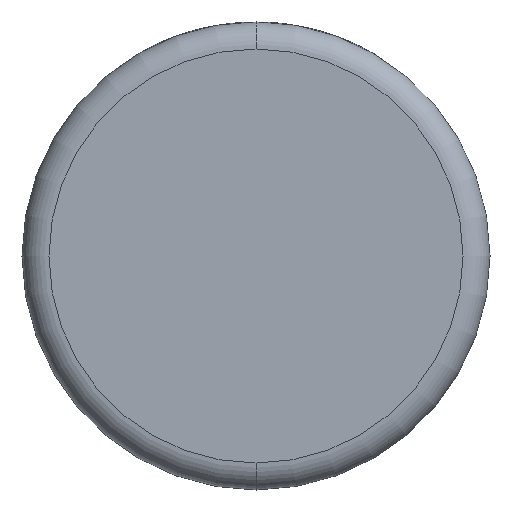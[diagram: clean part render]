
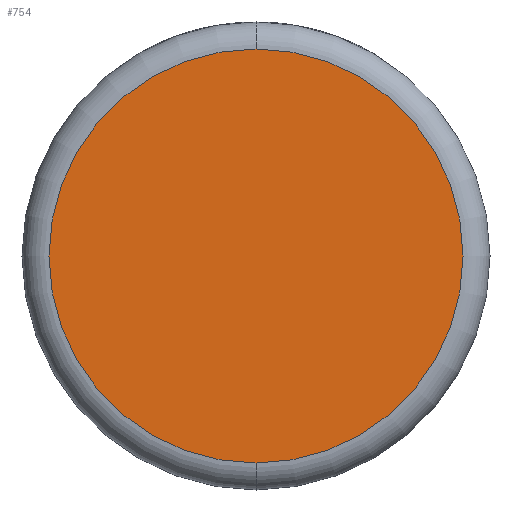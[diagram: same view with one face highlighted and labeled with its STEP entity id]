
A CAD part, front view. The second image highlights one B-rep face of the part: STEP entity #754.
In plain terms, the highlighted planar face has unit normal (0, -1, 0).
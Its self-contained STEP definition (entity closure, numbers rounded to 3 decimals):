
#182 = CARTESIAN_POINT ( 'NONE',  ( 0., 0., 0. ) ) ;
#266 = EDGE_LOOP ( 'NONE', ( #3647, #4381 ) ) ;
#533 = AXIS2_PLACEMENT_3D ( 'NONE', #4383, #3278, #4119 ) ;
#689 = CIRCLE ( 'NONE', #533, 15.926 ) ;
#754 = ADVANCED_FACE ( 'NONE', ( #2240 ), #805, .F. ) ;
#801 = AXIS2_PLACEMENT_3D ( 'NONE', #182, #4265, #4284 ) ;
#805 = PLANE ( 'NONE',  #3036 ) ;
#833 = VERTEX_POINT ( 'NONE', #1516 ) ;
#1516 = CARTESIAN_POINT ( 'NONE',  ( 0., 0., 15.926 ) ) ;
#1971 = VERTEX_POINT ( 'NONE', #4347 ) ;
#2240 = FACE_OUTER_BOUND ( 'NONE', #266, .T. ) ;
#2292 = CARTESIAN_POINT ( 'NONE',  ( 0., 0., 0. ) ) ;
#3032 = DIRECTION ( 'NONE',  ( 0., 1., 0. ) ) ;
#3036 = AXIS2_PLACEMENT_3D ( 'NONE', #2292, #3032, #4852 ) ;
#3100 = CIRCLE ( 'NONE', #801, 15.926 ) ;
#3278 = DIRECTION ( 'NONE',  ( 0., -1., 0. ) ) ;
#3647 = ORIENTED_EDGE ( 'NONE', *, *, #4183, .T. ) ;
#4119 = DIRECTION ( 'NONE',  ( 0., 0., 1. ) ) ;
#4125 = EDGE_CURVE ( 'NONE', #1971, #833, #3100, .T. ) ;
#4183 = EDGE_CURVE ( 'NONE', #833, #1971, #689, .T. ) ;
#4265 = DIRECTION ( 'NONE',  ( 0., -1., 0. ) ) ;
#4284 = DIRECTION ( 'NONE',  ( 0., 0., 1. ) ) ;
#4347 = CARTESIAN_POINT ( 'NONE',  ( 0., 0., -15.926 ) ) ;
#4381 = ORIENTED_EDGE ( 'NONE', *, *, #4125, .T. ) ;
#4383 = CARTESIAN_POINT ( 'NONE',  ( 0., 0., 0. ) ) ;
#4852 = DIRECTION ( 'NONE',  ( 0., 0., 1. ) ) ;
